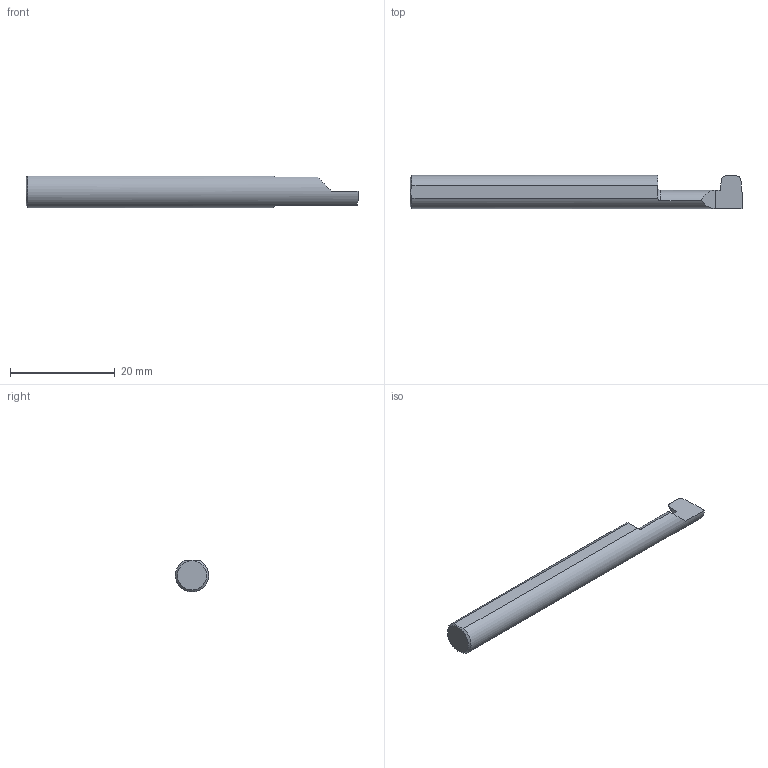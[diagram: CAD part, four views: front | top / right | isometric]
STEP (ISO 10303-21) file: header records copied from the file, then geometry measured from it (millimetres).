
FILE_DESCRIPTION (( 'STEP AP203' ), '1' );
FILE_NAME ('224804-GOR141-9.STEP', '2024-07-03T18:50:21', ( '' ), ( '' ), 'SwSTEP 2.0', 'SolidWorks 2024', '' );
FILE_SCHEMA (( 'CONFIG_CONTROL_DESIGN' ));
Length unit declared in the file: inch
Products named in the file (1): 224804-GOR141-9
Bounding box: 63.5 x 6.34 x 6.09 mm (x, y, z)
Volume: 1673.8 mm3; surface area: 1219.7 mm2
Topology: 1 solids, 1 shells, 25 faces, 66 edges, 43 vertices
Faces by surface type: plane 16, cylinder 6, cone 2, torus 1
Entity records: 861 total; most frequent: CARTESIAN_POINT 202, ORIENTED_EDGE 132, DIRECTION 110, EDGE_CURVE 66, VERTEX_POINT 43, AXIS2_PLACEMENT_3D 37, LINE 36, VECTOR 36
